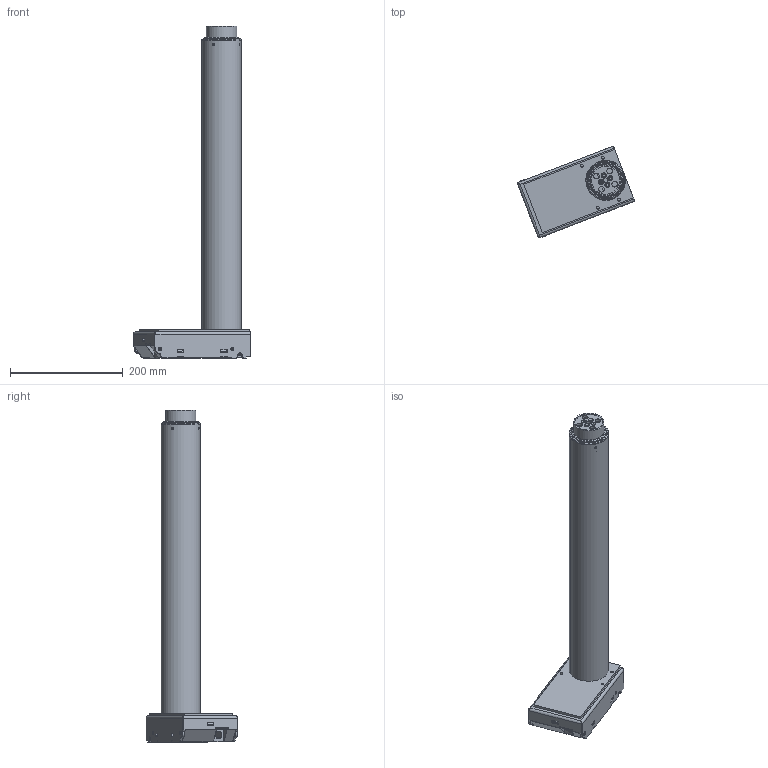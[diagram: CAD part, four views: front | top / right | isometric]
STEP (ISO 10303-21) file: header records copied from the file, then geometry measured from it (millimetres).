
FILE_DESCRIPTION (( 'STEP AP203' ), '1' );
FILE_NAME ('TL11.STEP', '2015-03-23T09:41:52', ( '' ), ( '' ), 'SwSTEP 2.0', 'SolidWorks 2010', '' );
FILE_SCHEMA (( 'CONFIG_CONTROL_DESIGN' ));
Length unit declared in the file: millimetre
Products named in the file (8): TL11; 31605-395-塑膠上蓋; TL11外層管烤漆565; TL11 520內層管烤漆; TL11中層圓管-520_默?; 內管防擺環-0; 中管防擺環; M4無頭內六角
Assembly tree (14 placements, depth 2):
  TL11
    M4無頭內六角  x8
    中管防擺環
    內管防擺環-0
    TL11 520內層管烤漆
    TL11中層圓管-520_默?
    31605-395-塑膠上蓋
    TL11外層管烤漆565
Bounding box: 208.18 x 163.31 x 590.07 mm (x, y, z)
Volume: 827930.5 mm3; surface area: 737442.5 mm2
Topology: 14 solids, 14 shells, 1405 faces, 3570 edges, 2051 vertices
Faces by surface type: cylinder 566, plane 404, sphere 137, torus 129, bspline 127, cone 42
Full cylindrical faces by diameter (mm): 2.2 x2, 3.2 x8, 4 x8, 5 x8, 5.2 x4, 6 x2, 7 x2, 8 x17, 10 x4, 12.2 x1, 50 x2, 54 x1, 62 x2, 70 x2
Entity records: 44931 total; most frequent: CARTESIAN_POINT 15160, ORIENTED_EDGE 6002, DIRECTION 5960, EDGE_CURVE 3001, AXIS2_PLACEMENT_3D 2288, VERTEX_POINT 1825, EDGE_LOOP 1516, VECTOR 1384
